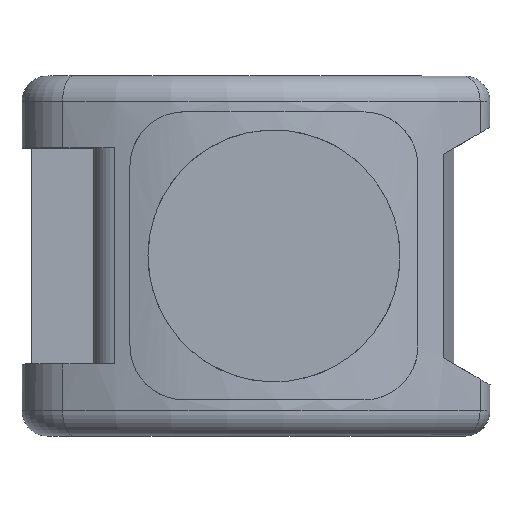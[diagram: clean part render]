
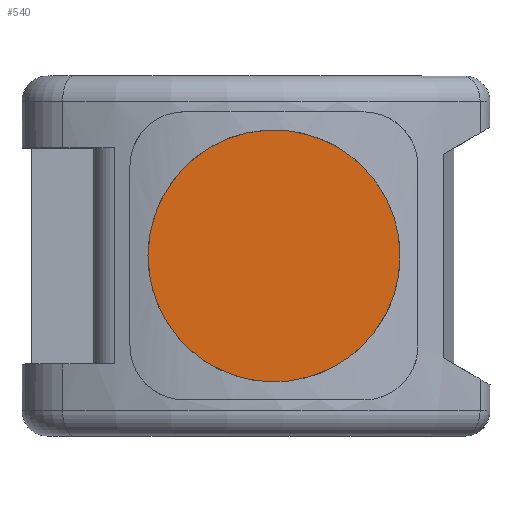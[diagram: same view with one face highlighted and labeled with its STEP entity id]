
A CAD part, top view. The second image highlights one B-rep face of the part: STEP entity #540.
In plain terms, the highlighted planar face has unit normal (0, 0, 1).
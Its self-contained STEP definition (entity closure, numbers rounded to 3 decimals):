
#37 = VERTEX_POINT ( 'NONE', #757 ) ;
#38 = VERTEX_POINT ( 'NONE', #755 ) ;
#41 = EDGE_CURVE ( 'NONE', #96, #54, #719, .T. ) ;
#43 = EDGE_CURVE ( 'NONE', #37, #38, #866, .T. ) ;
#54 = VERTEX_POINT ( 'NONE', #835 ) ;
#96 = VERTEX_POINT ( 'NONE', #830 ) ;
#464 = EDGE_CURVE ( 'NONE', #38, #96, #1723, .T. ) ;
#540 = ADVANCED_FACE ( 'NONE', ( #1685 ), #1662, .T. ) ;
#541 = EDGE_LOOP ( 'NONE', ( #542, #543, #544, #577 ) ) ;
#542 = ORIENTED_EDGE ( 'NONE', *, *, #43, .T. ) ;
#543 = ORIENTED_EDGE ( 'NONE', *, *, #464, .T. ) ;
#544 = ORIENTED_EDGE ( 'NONE', *, *, #41, .T. ) ;
#577 = ORIENTED_EDGE ( 'NONE', *, *, #578, .T. ) ;
#578 = EDGE_CURVE ( 'NONE', #54, #37, #1714, .T. ) ;
#715 = DIRECTION ( 'NONE',  ( 1., 0., 0. ) ) ;
#716 = DIRECTION ( 'NONE',  ( 0., 0., 1. ) ) ;
#717 = CARTESIAN_POINT ( 'NONE',  ( 50., 0., 14. ) ) ;
#718 = AXIS2_PLACEMENT_3D ( 'NONE', #717, #716, #715 ) ;
#719 = CIRCLE ( 'NONE', #718, 35. ) ;
#755 = CARTESIAN_POINT ( 'NONE',  ( 15., 0., 14. ) ) ;
#757 = CARTESIAN_POINT ( 'NONE',  ( 75.08, 24.413, 14. ) ) ;
#817 = DIRECTION ( 'NONE',  ( 0., 0., 1. ) ) ;
#828 = DIRECTION ( 'NONE',  ( 1., 0., 0. ) ) ;
#830 = CARTESIAN_POINT ( 'NONE',  ( 75.08, -24.413, 14. ) ) ;
#835 = CARTESIAN_POINT ( 'NONE',  ( 85., 0., 14. ) ) ;
#864 = AXIS2_PLACEMENT_3D ( 'NONE', #884, #817, #828 ) ;
#866 = CIRCLE ( 'NONE', #864, 35. ) ;
#884 = CARTESIAN_POINT ( 'NONE',  ( 50., 0., 14. ) ) ;
#1658 = DIRECTION ( 'NONE',  ( 1., 0., 0. ) ) ;
#1659 = DIRECTION ( 'NONE',  ( 0., 0., 1. ) ) ;
#1660 = CARTESIAN_POINT ( 'NONE',  ( 50., 0., 14. ) ) ;
#1661 = AXIS2_PLACEMENT_3D ( 'NONE', #1660, #1659, #1658 ) ;
#1662 = PLANE ( 'NONE',  #1661 ) ;
#1683 = CARTESIAN_POINT ( 'NONE',  ( 50., 0., 14. ) ) ;
#1685 = FACE_OUTER_BOUND ( 'NONE', #541, .T. ) ;
#1711 = DIRECTION ( 'NONE',  ( 1., 0., 0. ) ) ;
#1712 = DIRECTION ( 'NONE',  ( 0., 0., 1. ) ) ;
#1713 = AXIS2_PLACEMENT_3D ( 'NONE', #1757, #1712, #1711 ) ;
#1714 = CIRCLE ( 'NONE', #1713, 35. ) ;
#1722 = AXIS2_PLACEMENT_3D ( 'NONE', #1683, #1744, #1743 ) ;
#1723 = CIRCLE ( 'NONE', #1722, 35. ) ;
#1743 = DIRECTION ( 'NONE',  ( 1., 0., 0. ) ) ;
#1744 = DIRECTION ( 'NONE',  ( 0., 0., 1. ) ) ;
#1757 = CARTESIAN_POINT ( 'NONE',  ( 50., 0., 14. ) ) ;
